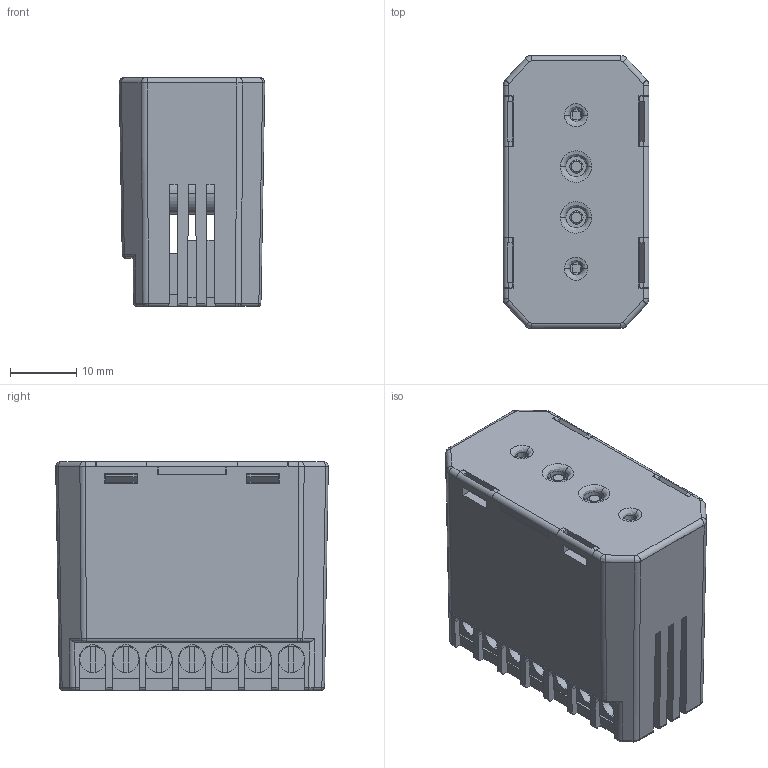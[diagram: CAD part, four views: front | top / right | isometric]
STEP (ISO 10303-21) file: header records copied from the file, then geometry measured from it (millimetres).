
FILE_DESCRIPTION (( 'STEP AP214' ), '1' );
FILE_NAME ('4BCU1S-DER-20240220.STEP', '2024-02-20T06:00:06', ( '' ), ( '' ), 'SwSTEP 2.0', 'SolidWorks 2016', '' );
FILE_SCHEMA (( 'AUTOMOTIVE_DESIGN' ));
Length unit declared in the file: millimetre
Products named in the file (8): 4BOX-Relay耀輸-20230612; 4BOX-SWITCH+WIFI-PCB郪璃-20221013; 4BOX-RELAY耀輸奻裔-20230710; 4BCU1S-DER-20240220; PCB-B; 4BOX-RELAY耀輸菁釱-20230710; 諉盄傷赽_a; PCB-A
Assembly tree (7 placements, depth 3):
  4BCU1S-DER-20240220
    4BOX-SWITCH+WIFI-PCB郪璃-20221013
      PCB-A
      PCB-B
      諉盄傷赽_a
    4BOX-Relay耀輸-20230612
      4BOX-RELAY耀輸菁釱-20230710
      4BOX-RELAY耀輸奻裔-20230710
Bounding box: 22.04 x 41.2 x 34.6 mm (x, y, z)
Volume: 15444.2 mm3; surface area: 19457.7 mm2
Topology: 5 solids, 5 shells, 1018 faces, 2863 edges, 1876 vertices
Faces by surface type: plane 737, cylinder 186, bspline 75, cone 12, torus 8
Entity records: 37259 total; most frequent: CARTESIAN_POINT 10974, ORIENTED_EDGE 5726, DIRECTION 4849, EDGE_CURVE 2863, LINE 2227, VECTOR 2227, VERTEX_POINT 1876, AXIS2_PLACEMENT_3D 1311
